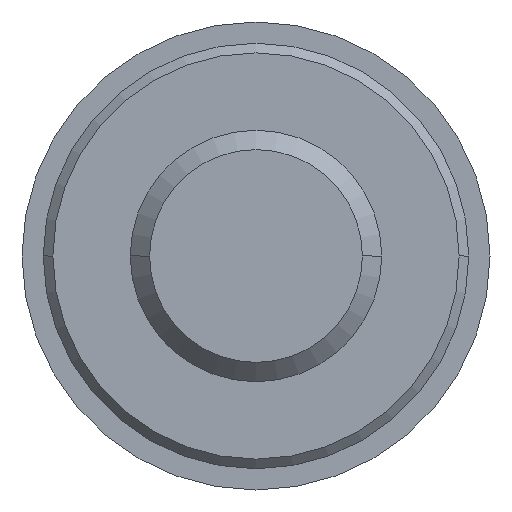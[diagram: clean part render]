
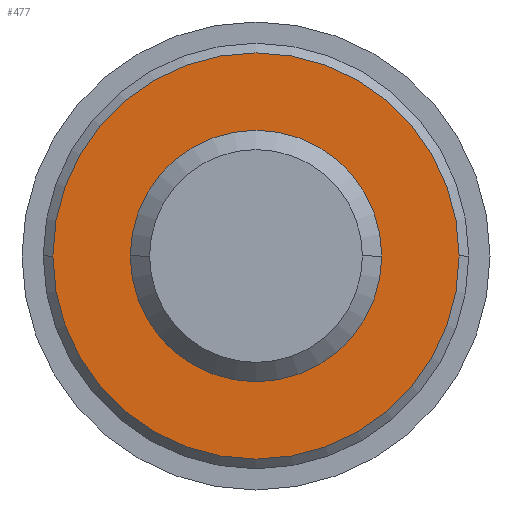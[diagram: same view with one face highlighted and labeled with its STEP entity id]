
A CAD part, left-side view. The second image highlights one B-rep face of the part: STEP entity #477.
In plain terms, the highlighted planar face has unit normal (-1, 0, 0).
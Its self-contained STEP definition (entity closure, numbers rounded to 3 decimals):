
#6 = DIRECTION ( 'NONE',  ( 0., -1., 0. ) ) ;
#10 = CARTESIAN_POINT ( 'NONE',  ( 25., 6.5, 0. ) ) ;
#14 = DIRECTION ( 'NONE',  ( -1., 0., 0. ) ) ;
#23 = CARTESIAN_POINT ( 'NONE',  ( 25., -6.5, 0. ) ) ;
#25 = EDGE_CURVE ( 'NONE', #463, #552, #823, .T. ) ;
#48 = AXIS2_PLACEMENT_3D ( 'NONE', #870, #438, #6 ) ;
#80 = ORIENTED_EDGE ( 'NONE', *, *, #820, .T. ) ;
#94 = PLANE ( 'NONE',  #695 ) ;
#134 = ORIENTED_EDGE ( 'NONE', *, *, #764, .F. ) ;
#190 = CARTESIAN_POINT ( 'NONE',  ( 25., 0., 0. ) ) ;
#201 = AXIS2_PLACEMENT_3D ( 'NONE', #447, #14, #513 ) ;
#204 = CIRCLE ( 'NONE', #48, 6.5 ) ;
#217 = VERTEX_POINT ( 'NONE', #10 ) ;
#220 = ORIENTED_EDGE ( 'NONE', *, *, #25, .T. ) ;
#259 = DIRECTION ( 'NONE',  ( 0., 1., 0. ) ) ;
#264 = DIRECTION ( 'NONE',  ( 0., -1., 0. ) ) ;
#270 = ORIENTED_EDGE ( 'NONE', *, *, #523, .F. ) ;
#333 = CARTESIAN_POINT ( 'NONE',  ( 25., 6.5, 0. ) ) ;
#359 = DIRECTION ( 'NONE',  ( 0., 1., 0. ) ) ;
#377 = EDGE_LOOP ( 'NONE', ( #220, #80 ) ) ;
#395 = CIRCLE ( 'NONE', #201, 10.5 ) ;
#426 = CARTESIAN_POINT ( 'NONE',  ( 25., 0., 0. ) ) ;
#427 = VERTEX_POINT ( 'NONE', #23 ) ;
#438 = DIRECTION ( 'NONE',  ( -1., 0., 0. ) ) ;
#447 = CARTESIAN_POINT ( 'NONE',  ( 25., 0., 0. ) ) ;
#449 = CIRCLE ( 'NONE', #806, 6.5 ) ;
#463 = VERTEX_POINT ( 'NONE', #517 ) ;
#469 = EDGE_LOOP ( 'NONE', ( #270, #134 ) ) ;
#477 = ADVANCED_FACE ( 'NONE', ( #647, #487 ), #94, .F. ) ;
#487 = FACE_BOUND ( 'NONE', #469, .T. ) ;
#513 = DIRECTION ( 'NONE',  ( 0., 1., 0. ) ) ;
#517 = CARTESIAN_POINT ( 'NONE',  ( 25., 10.5, 0. ) ) ;
#523 = EDGE_CURVE ( 'NONE', #427, #217, #449, .T. ) ;
#534 = CARTESIAN_POINT ( 'NONE',  ( 25., -10.5, 0. ) ) ;
#552 = VERTEX_POINT ( 'NONE', #534 ) ;
#584 = DIRECTION ( 'NONE',  ( 1., 0., 0. ) ) ;
#647 = FACE_OUTER_BOUND ( 'NONE', #377, .T. ) ;
#670 = DIRECTION ( 'NONE',  ( -1., 0., 0. ) ) ;
#695 = AXIS2_PLACEMENT_3D ( 'NONE', #333, #584, #259 ) ;
#764 = EDGE_CURVE ( 'NONE', #217, #427, #204, .T. ) ;
#801 = AXIS2_PLACEMENT_3D ( 'NONE', #426, #854, #359 ) ;
#806 = AXIS2_PLACEMENT_3D ( 'NONE', #190, #670, #264 ) ;
#820 = EDGE_CURVE ( 'NONE', #552, #463, #395, .T. ) ;
#823 = CIRCLE ( 'NONE', #801, 10.5 ) ;
#854 = DIRECTION ( 'NONE',  ( -1., 0., 0. ) ) ;
#870 = CARTESIAN_POINT ( 'NONE',  ( 25., 0., 0. ) ) ;
